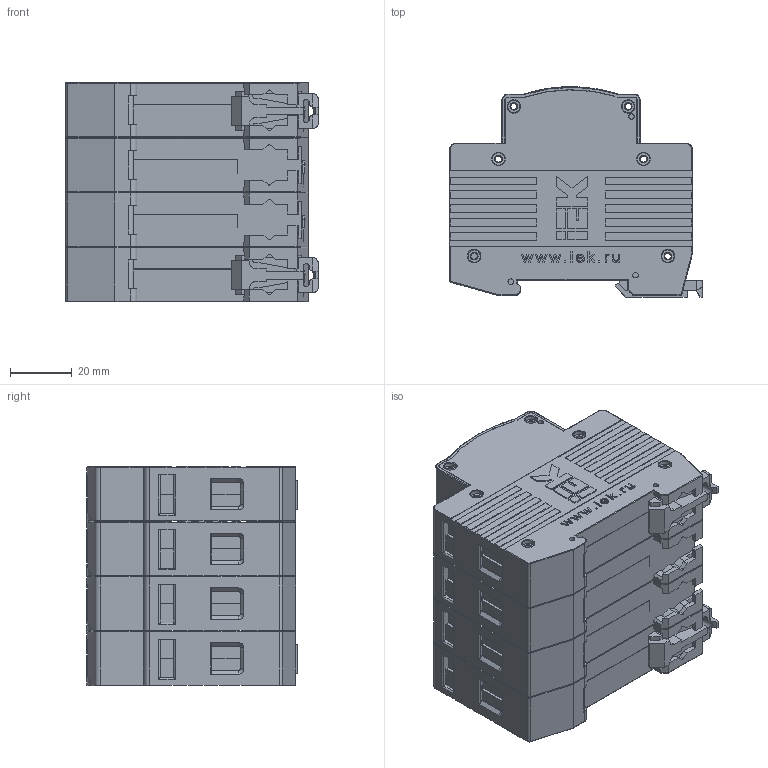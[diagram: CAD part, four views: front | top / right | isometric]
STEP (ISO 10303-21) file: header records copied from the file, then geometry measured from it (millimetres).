
FILE_DESCRIPTION (( 'STEP AP214' ), '1' );
FILE_NAME ('ﾎﾏﾑ4.STEP', '2017-01-18T15:21:46', ( 'user' ), ( '' ), 'SwSTEP 2.0', 'SolidWorks 2014', '' );
FILE_SCHEMA (( 'AUTOMOTIVE_DESIGN' ));
Length unit declared in the file: millimetre
Products named in the file (1): ﾎﾏﾑ4
Bounding box: 82.24 x 68.42 x 71.4 mm (x, y, z)
Volume: 283637.5 mm3; surface area: 91004.2 mm2
Topology: 3 solids, 72 shells, 6125 faces, 16772 edges, 10791 vertices
Faces by surface type: plane 3647, cylinder 1090, bspline 976, cone 404, sphere 4, torus 4
Entity records: 268667 total; most frequent: CARTESIAN_POINT 52036, ORIENTED_EDGE 33536, DIRECTION 27122, EDGE_CURVE 16768, LINE 11844, VECTOR 11844, VERTEX_POINT 10791, AXIS2_PLACEMENT_3D 7639
